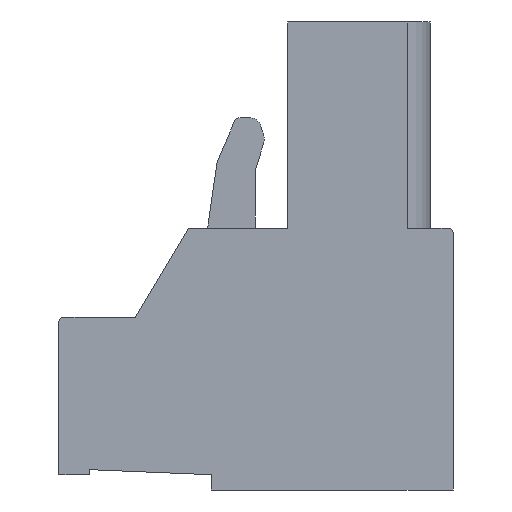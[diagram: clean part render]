
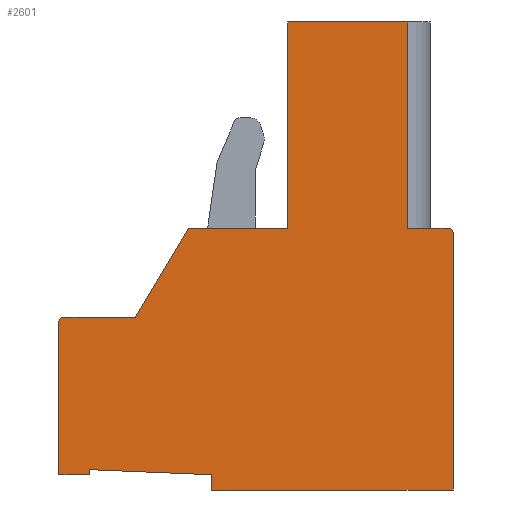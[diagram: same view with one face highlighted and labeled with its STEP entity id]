
A CAD part, left-side view. The second image highlights one B-rep face of the part: STEP entity #2601.
In plain terms, the highlighted planar face has unit normal (-1, 0, 0).
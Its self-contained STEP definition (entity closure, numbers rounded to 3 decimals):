
#2=CARTESIAN_POINT('',(-10.16,-3.05,-8.3));
#3=DIRECTION('',(-1.,0.,0.));
#4=DIRECTION('',(0.,-1.,0.));
#5=AXIS2_PLACEMENT_3D('',#2,#3,#4);
#7=DIRECTION('',(0.,0.,-1.));
#8=VECTOR('',#7,10.1);
#9=CARTESIAN_POINT('',(-10.16,-3.25,-8.3));
#10=LINE('',#9,#8);
#11=DIRECTION('',(0.,1.,0.));
#12=VECTOR('',#11,9.5);
#13=CARTESIAN_POINT('',(-10.16,-3.25,-18.4));
#14=LINE('',#13,#12);
#15=DIRECTION('',(0.,0.,1.));
#16=VECTOR('',#15,0.6);
#17=CARTESIAN_POINT('',(-10.16,6.25,-18.4));
#18=LINE('',#17,#16);
#19=DIRECTION('',(0.,0.999,0.042));
#20=VECTOR('',#19,4.804);
#21=CARTESIAN_POINT('',(-10.16,6.25,-17.8));
#22=LINE('',#21,#20);
#23=DIRECTION('',(0.,0.,-1.));
#24=VECTOR('',#23,0.2);
#25=CARTESIAN_POINT('',(-10.16,11.05,-17.6));
#26=LINE('',#25,#24);
#27=DIRECTION('',(0.,1.,0.));
#28=VECTOR('',#27,1.2);
#29=CARTESIAN_POINT('',(-10.16,11.05,-17.8));
#30=LINE('',#29,#28);
#31=DIRECTION('',(0.,0.,1.));
#32=VECTOR('',#31,6.);
#33=CARTESIAN_POINT('',(-10.16,12.25,-17.8));
#34=LINE('',#33,#32);
#35=CARTESIAN_POINT('',(-10.16,12.05,-11.8));
#36=DIRECTION('',(-1.,0.,0.));
#37=DIRECTION('',(0.,0.,1.));
#38=AXIS2_PLACEMENT_3D('',#35,#36,#37);
#40=DIRECTION('',(0.,-1.,0.));
#41=VECTOR('',#40,2.8);
#42=CARTESIAN_POINT('',(-10.16,12.05,-11.6));
#43=LINE('',#42,#41);
#44=DIRECTION('',(0.,-0.514,0.857));
#45=VECTOR('',#44,4.082);
#46=CARTESIAN_POINT('',(-10.16,9.25,-11.6));
#47=LINE('',#46,#45);
#48=DIRECTION('',(0.,-1.,0.));
#49=VECTOR('',#48,3.9);
#50=CARTESIAN_POINT('',(-10.16,7.15,-8.1));
#51=LINE('',#50,#49);
#52=DIRECTION('',(0.,0.,1.));
#53=VECTOR('',#52,8.1);
#54=CARTESIAN_POINT('',(-10.16,3.25,-8.1));
#55=LINE('',#54,#53);
#56=DIRECTION('',(0.,-1.,0.));
#57=VECTOR('',#56,4.72);
#58=CARTESIAN_POINT('',(-10.16,3.25,0.));
#59=LINE('',#58,#57);
#60=DIRECTION('',(0.,0.,-1.));
#61=VECTOR('',#60,8.1);
#62=CARTESIAN_POINT('',(-10.16,-1.47,0.));
#63=LINE('',#62,#61);
#64=DIRECTION('',(0.,1.,0.));
#65=VECTOR('',#64,1.58);
#66=CARTESIAN_POINT('',(-10.16,-3.05,-8.1));
#67=LINE('',#66,#65);
#2002=CARTESIAN_POINT('',(-10.16,-3.25,-18.4));
#2003=CARTESIAN_POINT('',(-10.16,6.25,-18.4));
#2004=VERTEX_POINT('',#2002);
#2005=VERTEX_POINT('',#2003);
#2006=CARTESIAN_POINT('',(-10.16,6.25,-17.8));
#2007=VERTEX_POINT('',#2006);
#2008=CARTESIAN_POINT('',(-10.16,11.05,-17.6));
#2009=VERTEX_POINT('',#2008);
#2010=CARTESIAN_POINT('',(-10.16,7.15,-8.1));
#2011=CARTESIAN_POINT('',(-10.16,3.25,-8.1));
#2012=VERTEX_POINT('',#2010);
#2013=VERTEX_POINT('',#2011);
#2014=CARTESIAN_POINT('',(-10.16,3.25,0.));
#2015=VERTEX_POINT('',#2014);
#2120=CARTESIAN_POINT('',(-10.16,11.05,-17.8));
#2121=VERTEX_POINT('',#2120);
#2122=CARTESIAN_POINT('',(-10.16,12.25,-17.8));
#2123=VERTEX_POINT('',#2122);
#2272=CARTESIAN_POINT('',(-10.16,9.25,-11.6));
#2273=VERTEX_POINT('',#2272);
#2286=CARTESIAN_POINT('',(-10.16,-1.47,0.));
#2287=VERTEX_POINT('',#2286);
#2352=CARTESIAN_POINT('',(-10.16,-1.47,-8.1));
#2353=VERTEX_POINT('',#2352);
#2550=CARTESIAN_POINT('',(-10.16,-3.25,-8.3));
#2551=VERTEX_POINT('',#2550);
#2552=CARTESIAN_POINT('',(-10.16,-3.05,-8.1));
#2553=VERTEX_POINT('',#2552);
#2554=CARTESIAN_POINT('',(-10.16,12.05,-11.6));
#2555=CARTESIAN_POINT('',(-10.16,12.25,-11.8));
#2556=VERTEX_POINT('',#2554);
#2557=VERTEX_POINT('',#2555);
#2562=CARTESIAN_POINT('',(-10.16,0.,0.));
#2563=DIRECTION('',(1.,0.,0.));
#2564=DIRECTION('',(0.,0.,-1.));
#2565=AXIS2_PLACEMENT_3D('',#2562,#2563,#2564);
#2566=PLANE('',#2565);
#2568=ORIENTED_EDGE('',*,*,#2567,.F.);
#2570=ORIENTED_EDGE('',*,*,#2569,.T.);
#2572=ORIENTED_EDGE('',*,*,#2571,.T.);
#2574=ORIENTED_EDGE('',*,*,#2573,.T.);
#2576=ORIENTED_EDGE('',*,*,#2575,.T.);
#2578=ORIENTED_EDGE('',*,*,#2577,.T.);
#2580=ORIENTED_EDGE('',*,*,#2579,.T.);
#2582=ORIENTED_EDGE('',*,*,#2581,.T.);
#2584=ORIENTED_EDGE('',*,*,#2583,.F.);
#2586=ORIENTED_EDGE('',*,*,#2585,.T.);
#2588=ORIENTED_EDGE('',*,*,#2587,.T.);
#2590=ORIENTED_EDGE('',*,*,#2589,.T.);
#2592=ORIENTED_EDGE('',*,*,#2591,.T.);
#2594=ORIENTED_EDGE('',*,*,#2593,.T.);
#2596=ORIENTED_EDGE('',*,*,#2595,.T.);
#2598=ORIENTED_EDGE('',*,*,#2597,.F.);
#2599=EDGE_LOOP('',(#2568,#2570,#2572,#2574,#2576,#2578,#2580,#2582,#2584,#2586,
#2588,#2590,#2592,#2594,#2596,#2598));
#2600=FACE_OUTER_BOUND('',#2599,.F.);
#6=CIRCLE('',#5,0.2);
#39=CIRCLE('',#38,0.2);
#2567=EDGE_CURVE('',#2551,#2553,#6,.T.);
#2569=EDGE_CURVE('',#2551,#2004,#10,.T.);
#2571=EDGE_CURVE('',#2004,#2005,#14,.T.);
#2573=EDGE_CURVE('',#2005,#2007,#18,.T.);
#2575=EDGE_CURVE('',#2007,#2009,#22,.T.);
#2577=EDGE_CURVE('',#2009,#2121,#26,.T.);
#2579=EDGE_CURVE('',#2121,#2123,#30,.T.);
#2581=EDGE_CURVE('',#2123,#2557,#34,.T.);
#2583=EDGE_CURVE('',#2556,#2557,#39,.T.);
#2585=EDGE_CURVE('',#2556,#2273,#43,.T.);
#2587=EDGE_CURVE('',#2273,#2012,#47,.T.);
#2589=EDGE_CURVE('',#2012,#2013,#51,.T.);
#2591=EDGE_CURVE('',#2013,#2015,#55,.T.);
#2593=EDGE_CURVE('',#2015,#2287,#59,.T.);
#2595=EDGE_CURVE('',#2287,#2353,#63,.T.);
#2597=EDGE_CURVE('',#2553,#2353,#67,.T.);
#2601=ADVANCED_FACE('',(#2600),#2566,.F.);
